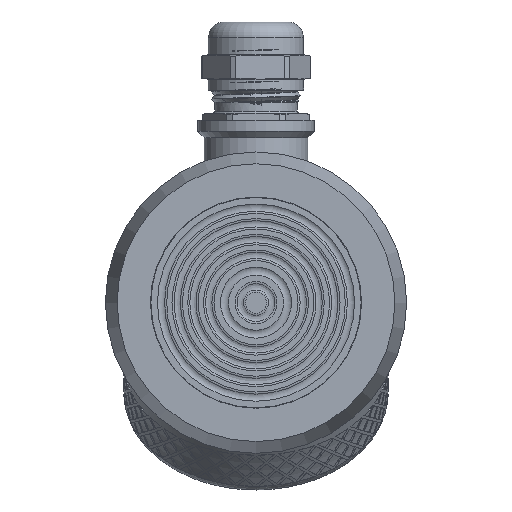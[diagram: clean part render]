
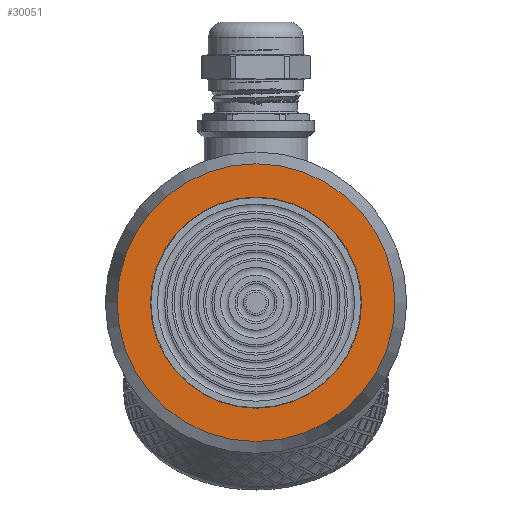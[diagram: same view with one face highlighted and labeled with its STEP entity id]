
A CAD part, left-side view. The second image highlights one B-rep face of the part: STEP entity #30051.
In plain terms, the highlighted planar face has unit normal (-1, 0, 0).
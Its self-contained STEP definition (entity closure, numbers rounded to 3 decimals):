
#1329=FACE_BOUND('',#4165,.T.);
#1743=PLANE('',#32281);
#2223=FACE_OUTER_BOUND('',#4164,.T.);
#4164=EDGE_LOOP('',(#20452));
#4165=EDGE_LOOP('',(#20453));
#6392=CIRCLE('',#32272,24.);
#6397=CIRCLE('',#32282,31.571);
#12094=VERTEX_POINT('',#43177);
#12096=VERTEX_POINT('',#43190);
#15356=EDGE_CURVE('',#12094,#12094,#6392,.T.);
#15362=EDGE_CURVE('',#12096,#12096,#6397,.T.);
#20452=ORIENTED_EDGE('',*,*,#15362,.F.);
#20453=ORIENTED_EDGE('',*,*,#15356,.T.);
#30051=ADVANCED_FACE('',(#2223,#1329),#1743,.T.);
#32272=AXIS2_PLACEMENT_3D('',#43178,#34260,#34261);
#32281=AXIS2_PLACEMENT_3D('',#43189,#34279,#34280);
#32282=AXIS2_PLACEMENT_3D('',#43191,#34281,#34282);
#34260=DIRECTION('center_axis',(1.,0.,0.));
#34261=DIRECTION('ref_axis',(0.,1.,0.));
#34279=DIRECTION('center_axis',(-1.,0.,0.));
#34280=DIRECTION('ref_axis',(0.,0.,1.));
#34281=DIRECTION('center_axis',(1.,0.,0.));
#34282=DIRECTION('ref_axis',(0.,0.,-1.));
#43177=CARTESIAN_POINT('',(-31.,-24.,0.));
#43178=CARTESIAN_POINT('Origin',(-31.,0.,0.));
#43189=CARTESIAN_POINT('Origin',(-31.,31.571,0.));
#43190=CARTESIAN_POINT('',(-31.,-31.571,0.));
#43191=CARTESIAN_POINT('Origin',(-31.,0.,0.));
